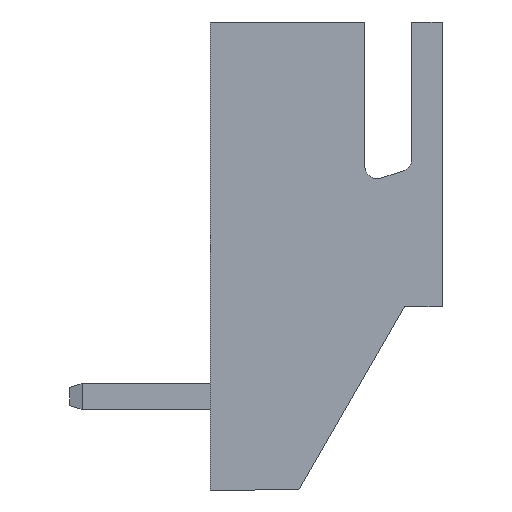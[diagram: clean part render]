
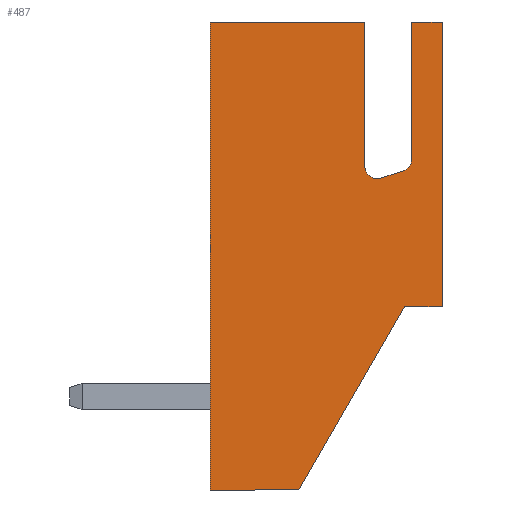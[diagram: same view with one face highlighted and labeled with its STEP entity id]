
A CAD part, left-side view. The second image highlights one B-rep face of the part: STEP entity #487.
In plain terms, the highlighted planar face has unit normal (-1, 0, 0).
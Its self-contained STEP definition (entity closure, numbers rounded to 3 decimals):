
#351=CARTESIAN_POINT('',(-8.7,2.85,0.));
#352=VERTEX_POINT('',#351);
#359=CARTESIAN_POINT('',(-8.7,2.85,11.5));
#360=VERTEX_POINT('',#359);
#361=CARTESIAN_POINT('',(-8.7,2.85,0.));
#362=DIRECTION('',(0.,0.,1.));
#363=VECTOR('',#362,11.5);
#364=LINE('',#361,#363);
#365=EDGE_CURVE('',#352,#360,#364,.T.);
#391=CARTESIAN_POINT('',(-8.7,0.,5.75));
#392=DIRECTION('',(0.,-1.,0.));
#393=DIRECTION('',(-1.,0.,0.));
#394=AXIS2_PLACEMENT_3D('',#391,#393,#392);
#395=PLANE('',#394);
#396=CARTESIAN_POINT('',(-8.7,-1.928,4.5));
#397=VERTEX_POINT('',#396);
#398=CARTESIAN_POINT('',(-8.7,-2.85,4.5));
#399=VERTEX_POINT('',#398);
#400=CARTESIAN_POINT('',(-8.7,-1.928,4.5));
#401=DIRECTION('',(0.,-1.,0.));
#402=VECTOR('',#401,0.922);
#403=LINE('',#400,#402);
#404=EDGE_CURVE('',#397,#399,#403,.T.);
#405=ORIENTED_EDGE('',*,*,#404,.T.);
#406=CARTESIAN_POINT('',(-8.7,-2.85,11.5));
#407=VERTEX_POINT('',#406);
#408=CARTESIAN_POINT('',(-8.7,-2.85,4.5));
#409=DIRECTION('',(0.,0.,1.));
#410=VECTOR('',#409,7.);
#411=LINE('',#408,#410);
#412=EDGE_CURVE('',#399,#407,#411,.T.);
#413=ORIENTED_EDGE('',*,*,#412,.T.);
#414=CARTESIAN_POINT('',(-8.7,-2.1,11.5));
#415=VERTEX_POINT('',#414);
#416=CARTESIAN_POINT('',(-8.7,-2.85,11.5));
#417=DIRECTION('',(0.,1.,0.));
#418=VECTOR('',#417,0.75);
#419=LINE('',#416,#418);
#420=EDGE_CURVE('',#407,#415,#419,.T.);
#421=ORIENTED_EDGE('',*,*,#420,.T.);
#422=CARTESIAN_POINT('',(-8.7,-2.1,8.128));
#423=VERTEX_POINT('',#422);
#424=CARTESIAN_POINT('',(-8.7,-2.1,11.5));
#425=DIRECTION('',(0.,0.,-1.));
#426=VECTOR('',#425,3.372);
#427=LINE('',#424,#426);
#428=EDGE_CURVE('',#415,#423,#427,.T.);
#429=ORIENTED_EDGE('',*,*,#428,.T.);
#430=CARTESIAN_POINT('',(-8.7,-1.893,7.843));
#431=VERTEX_POINT('',#430);
#432=CARTESIAN_POINT('',(-8.7,-1.8,8.128));
#433=DIRECTION('',(0.,-1.,0.));
#434=DIRECTION('',(1.,0.,0.));
#435=AXIS2_PLACEMENT_3D('',#432,#434,#433);
#436=CIRCLE('',#435,0.3);
#437=EDGE_CURVE('',#423,#431,#436,.T.);
#438=ORIENTED_EDGE('',*,*,#437,.T.);
#439=CARTESIAN_POINT('',(-8.7,-1.343,7.664));
#440=VERTEX_POINT('',#439);
#441=CARTESIAN_POINT('',(-8.7,-1.893,7.843));
#442=DIRECTION('',(0.,0.951,-0.309));
#443=VECTOR('',#442,0.578);
#444=LINE('',#441,#443);
#445=EDGE_CURVE('',#431,#440,#444,.T.);
#446=ORIENTED_EDGE('',*,*,#445,.T.);
#447=CARTESIAN_POINT('',(-8.7,-0.95,7.949));
#448=VERTEX_POINT('',#447);
#449=CARTESIAN_POINT('',(-8.7,-1.25,7.949));
#450=DIRECTION('',(0.,-0.309,-0.951));
#451=DIRECTION('',(1.,0.,0.));
#452=AXIS2_PLACEMENT_3D('',#449,#451,#450);
#453=CIRCLE('',#452,0.3);
#454=EDGE_CURVE('',#440,#448,#453,.T.);
#455=ORIENTED_EDGE('',*,*,#454,.T.);
#456=CARTESIAN_POINT('',(-8.7,-0.95,11.5));
#457=VERTEX_POINT('',#456);
#458=CARTESIAN_POINT('',(-8.7,-0.95,7.949));
#459=DIRECTION('',(0.,0.,1.));
#460=VECTOR('',#459,3.551);
#461=LINE('',#458,#460);
#462=EDGE_CURVE('',#448,#457,#461,.T.);
#463=ORIENTED_EDGE('',*,*,#462,.T.);
#464=CARTESIAN_POINT('',(-8.7,-0.95,11.5));
#465=DIRECTION('',(0.,1.,0.));
#466=VECTOR('',#465,3.8);
#467=LINE('',#464,#466);
#468=EDGE_CURVE('',#457,#360,#467,.T.);
#469=ORIENTED_EDGE('',*,*,#468,.T.);
#470=ORIENTED_EDGE('',*,*,#365,.F.);
#471=CARTESIAN_POINT('',(-8.7,0.67,0.));
#472=VERTEX_POINT('',#471);
#473=CARTESIAN_POINT('',(-8.7,2.85,0.));
#474=DIRECTION('',(0.,-1.,0.));
#475=VECTOR('',#474,2.18);
#476=LINE('',#473,#475);
#477=EDGE_CURVE('',#352,#472,#476,.T.);
#478=ORIENTED_EDGE('',*,*,#477,.T.);
#479=CARTESIAN_POINT('',(-8.7,0.67,0.));
#480=DIRECTION('',(0.,-0.5,0.866));
#481=VECTOR('',#480,5.196);
#482=LINE('',#479,#481);
#483=EDGE_CURVE('',#472,#397,#482,.T.);
#484=ORIENTED_EDGE('',*,*,#483,.T.);
#485=EDGE_LOOP('',(#405,#413,#421,#429,#438,#446,#455,#463,#469,#470,#478,#484));
#486=FACE_OUTER_BOUND('',#485,.T.);
#487=ADVANCED_FACE('',(#486),#395,.T.);
